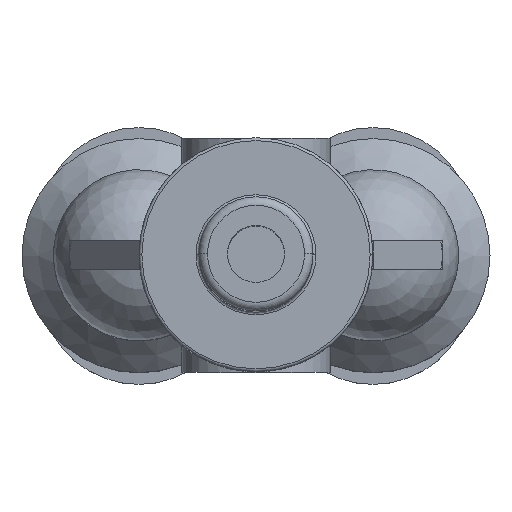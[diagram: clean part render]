
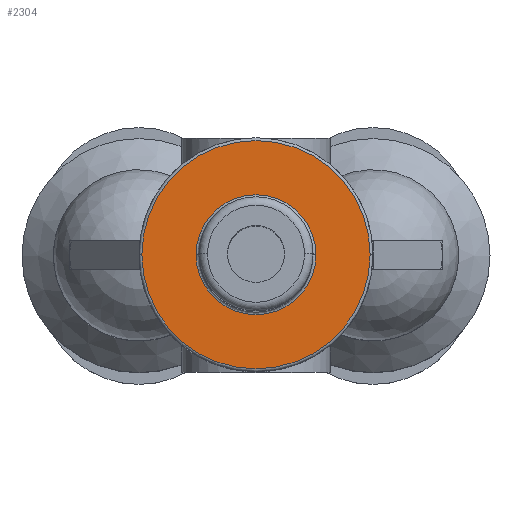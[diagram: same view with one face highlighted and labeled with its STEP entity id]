
A CAD part, top view. The second image highlights one B-rep face of the part: STEP entity #2304.
In plain terms, the highlighted face is planar.
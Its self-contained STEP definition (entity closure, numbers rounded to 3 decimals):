
#790=CARTESIAN_POINT('',(2.1,0.,-4.15));
#791=VERTEX_POINT('',#790);
#800=CARTESIAN_POINT('',(-2.1,0.,-4.15));
#801=VERTEX_POINT('',#800);
#809=CARTESIAN_POINT('',(0.,0.,-4.15));
#810=DIRECTION('',(0.0,0.0,-1.0));
#811=DIRECTION('',(-1.0,0.0,0.0));
#812=AXIS2_PLACEMENT_3D('',#809,#810,#811);
#813=CIRCLE('',#812,2.1);
#814=EDGE_CURVE('',#801,#791,#813,.T.);
#884=CARTESIAN_POINT('',(4.,0.,-4.15));
#885=VERTEX_POINT('',#884);
#894=CARTESIAN_POINT('',(-4.,0.,-4.15));
#895=VERTEX_POINT('',#894);
#903=CARTESIAN_POINT('',(0.,0.,-4.15));
#904=DIRECTION('',(0.0,0.0,1.0));
#905=DIRECTION('',(-1.0,0.0,0.0));
#906=AXIS2_PLACEMENT_3D('',#903,#904,#905);
#907=CIRCLE('',#906,4.);
#908=EDGE_CURVE('',#895,#885,#907,.T.);
#2267=CARTESIAN_POINT('',(0.,0.,-4.15));
#2268=DIRECTION('',(0.0,0.0,1.0));
#2269=DIRECTION('',(-1.0,0.0,0.0));
#2270=AXIS2_PLACEMENT_3D('',#2267,#2268,#2269);
#2271=CIRCLE('',#2270,4.);
#2272=EDGE_CURVE('',#885,#895,#2271,.T.);
#2285=CARTESIAN_POINT('',(0.,0.,-4.15));
#2286=DIRECTION('',(0.0,0.0,1.0));
#2287=DIRECTION('',(1.0,0.0,0.0));
#2288=AXIS2_PLACEMENT_3D('',#2285,#2286,#2287);
#2289=PLANE('',#2288);
#2290=ORIENTED_EDGE('',*,*,#2272,.F.);
#2291=ORIENTED_EDGE('',*,*,#908,.F.);
#2292=EDGE_LOOP('',(#2290,#2291));
#2293=FACE_OUTER_BOUND('',#2292,.T.);
#2294=CARTESIAN_POINT('',(0.,0.,-4.15));
#2295=DIRECTION('',(0.0,0.0,-1.0));
#2296=DIRECTION('',(-1.0,0.0,0.0));
#2297=AXIS2_PLACEMENT_3D('',#2294,#2295,#2296);
#2298=CIRCLE('',#2297,2.1);
#2299=EDGE_CURVE('',#791,#801,#2298,.T.);
#2300=ORIENTED_EDGE('',*,*,#2299,.F.);
#2301=ORIENTED_EDGE('',*,*,#814,.F.);
#2302=EDGE_LOOP('',(#2300,#2301));
#2303=FACE_BOUND('',#2302,.T.);
#2304=ADVANCED_FACE('',(#2293,#2303),#2289,.F.);
